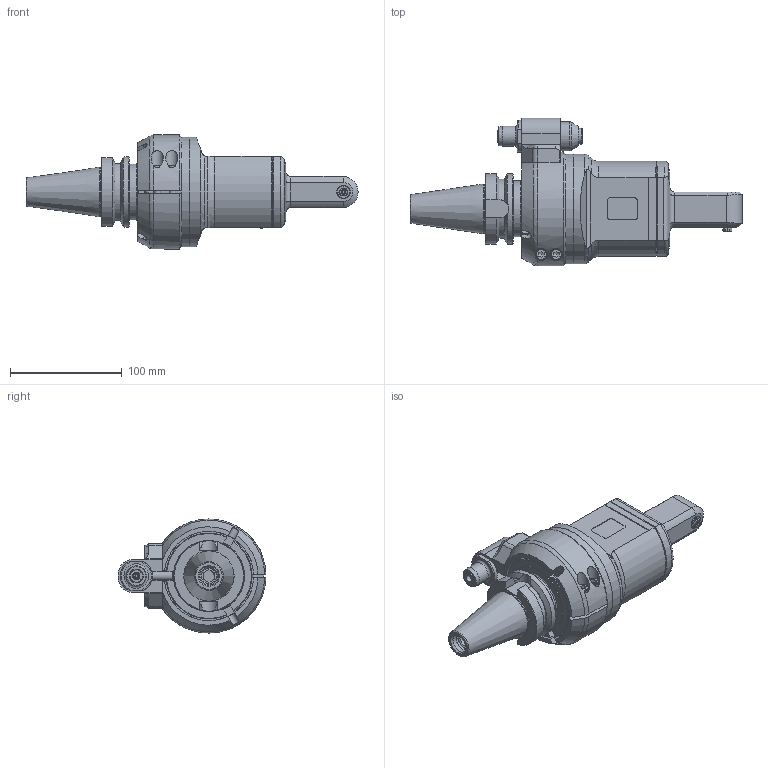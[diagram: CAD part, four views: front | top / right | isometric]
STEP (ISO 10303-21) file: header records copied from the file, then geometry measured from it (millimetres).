
FILE_DESCRIPTION(/* description */ (''),/* implementation_level */ '2;1');
FILE_NAME(/* name */ '9.FS9.04000-1B40.stp',/* time_stamp */ '2025-12-15T13:45:46-05:00',/* author */ ('jkrenzer'),/* organization */ (''),/* preprocessor_version */ 'ST-DEVELOPER v20',/* originating_system */ 'Autodesk Inventor 2025',/* authorisation */ '');
FILE_SCHEMA (('AUTOMOTIVE_DESIGN { 1 0 10303 214 3 1 1 }'));
Products named in the file (3): 9.FS9.04000-1B40; 9_GA1_346_2   (EVO, Type 1, BT40, 65mm); 9_FS9_04000
Assembly tree (2 placements, depth 2):
  9.FS9.04000-1B40
    9_GA1_346_2   (EVO, Type 1, BT40, 65mm)
    9_FS9_04000
Bounding box: 296.9 x 132.23 x 101.99 mm (x, y, z)
Volume: 1020258.9 mm3; surface area: 144980 mm2
Topology: 5 solids, 9 shells, 491 faces, 1243 edges, 807 vertices
Faces by surface type: plane 245, cylinder 127, cone 79, torus 28, bspline 8, sphere 4
Full cylindrical faces by diameter (mm): 2.5 x3, 2.6 x2, 3 x3, 4.2 x4, 5 x2, 6 x4, 6.5 x1, 7 x1, 8 x3, 8.5 x2, 10 x4, 10.4 x2, 11 x1, 12 x3, 12.5 x1, 13 x1, 14 x2, 17 x1, 17.6 x1, 18 x2, 19 x1, 26 x1, 27 x1, 38 x2, 43.85 x1, 50 x1, 63 x1, 65 x1, 97.8 x1, 98 x1
Entity records: 45560 total; most frequent: CARTESIAN_POINT 33983, ORIENTED_EDGE 2456, DIRECTION 2318, EDGE_CURVE 1228, AXIS2_PLACEMENT_3D 868, VERTEX_POINT 807, LINE 582, VECTOR 582
